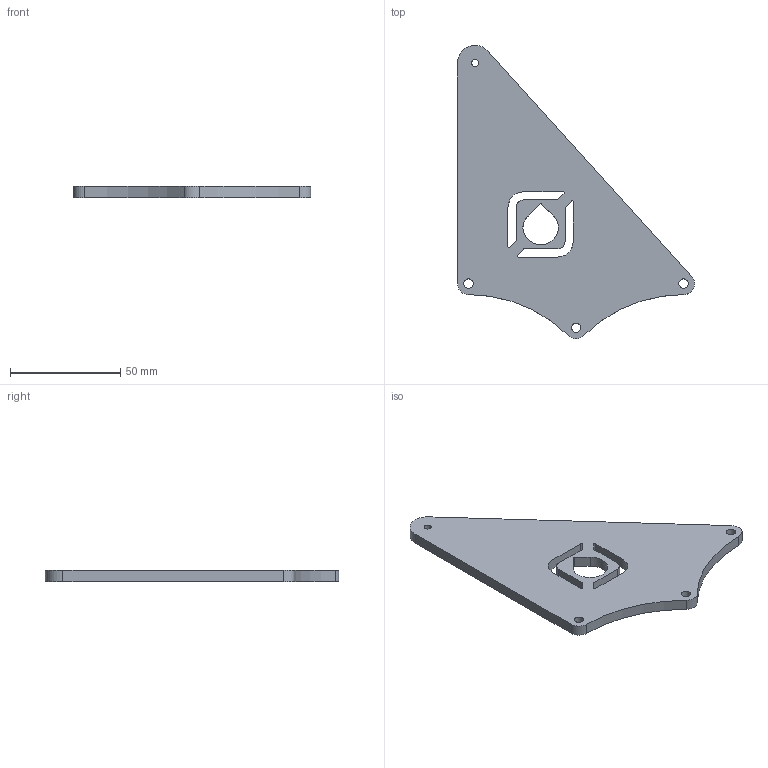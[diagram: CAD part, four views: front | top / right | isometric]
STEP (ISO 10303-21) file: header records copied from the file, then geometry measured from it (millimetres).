
FILE_DESCRIPTION(/* description */ ('SPOOL MOUNT'),/* implementation_level */ '2;1');
FILE_NAME(/* name */ '642.stp',/* time_stamp */ '2019-03-05T22:40:50+00:00',/* author */ ('james'),/* organization */ (''),/* preprocessor_version */ 'ST-DEVELOPER v17',/* originating_system */ 'Autodesk Inventor 2018',/* authorisation */ '');
FILE_SCHEMA (('AUTOMOTIVE_DESIGN { 1 0 10303 214 3 1 1 }'));
Length unit declared in the file: millimetre
Products named in the file (1): 642
Bounding box: 107.49 x 132.98 x 5 mm (x, y, z)
Volume: 35585.7 mm3; surface area: 17600.6 mm2
Topology: 1 solids, 1 shells, 43 faces, 125 edges, 84 vertices
Faces by surface type: plane 18, bspline 15, cylinder 10
Full cylindrical faces by diameter (mm): 3.2 x1, 4.2 x3
Entity records: 2114 total; most frequent: CARTESIAN_POINT 988, ORIENTED_EDGE 250, DIRECTION 175, EDGE_CURVE 125, VERTEX_POINT 84, LINE 73, VECTOR 73, EDGE_LOOP 57
